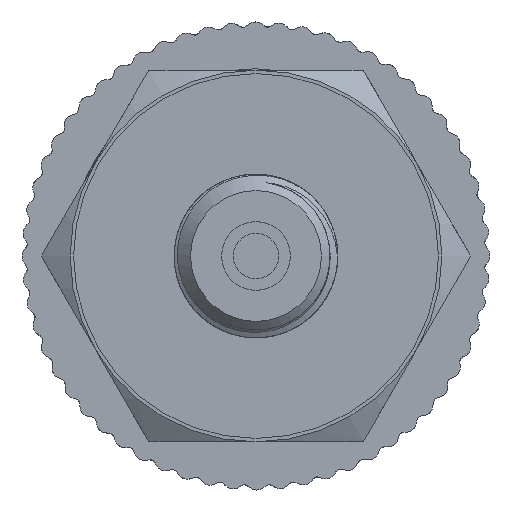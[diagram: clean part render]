
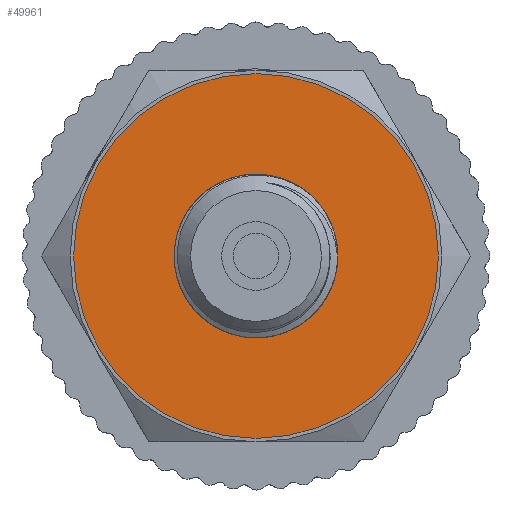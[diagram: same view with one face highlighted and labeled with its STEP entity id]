
A CAD part, left-side view. The second image highlights one B-rep face of the part: STEP entity #49961.
In plain terms, the highlighted planar face has unit normal (-1, 0, 0).
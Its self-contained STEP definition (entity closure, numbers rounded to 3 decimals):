
#141=PLANE('',#52607);
#2971=FACE_BOUND('',#6099,.T.);
#3377=FACE_OUTER_BOUND('',#6098,.T.);
#6098=EDGE_LOOP('',(#34965));
#6099=EDGE_LOOP('',(#34966));
#8580=CIRCLE('',#52590,13.25);
#8590=CIRCLE('',#52605,5.942);
#20508=VERTEX_POINT('',#84563);
#20517=VERTEX_POINT('',#85738);
#26080=EDGE_CURVE('',#20508,#20508,#8580,.T.);
#26096=EDGE_CURVE('',#20517,#20517,#8590,.T.);
#34965=ORIENTED_EDGE('',*,*,#26080,.T.);
#34966=ORIENTED_EDGE('',*,*,#26096,.T.);
#49961=ADVANCED_FACE('',(#3377,#2971),#141,.T.);
#52590=AXIS2_PLACEMENT_3D('',#84565,#57314,#57315);
#52605=AXIS2_PLACEMENT_3D('',#85739,#57346,#57347);
#52607=AXIS2_PLACEMENT_3D('',#86109,#57351,#57352);
#57314=DIRECTION('center_axis',(-1.,0.,0.));
#57315=DIRECTION('ref_axis',(0.,1.,0.));
#57346=DIRECTION('center_axis',(1.,0.,0.));
#57347=DIRECTION('ref_axis',(0.,1.,0.));
#57351=DIRECTION('center_axis',(-1.,0.,0.));
#57352=DIRECTION('ref_axis',(0.,0.,1.));
#84563=CARTESIAN_POINT('',(-47.,-13.25,0.));
#84565=CARTESIAN_POINT('Origin',(-47.,0.,0.));
#85738=CARTESIAN_POINT('',(-47.,-5.942,0.));
#85739=CARTESIAN_POINT('Origin',(-47.,0.,0.));
#86109=CARTESIAN_POINT('Origin',(-47.,13.5,0.));
